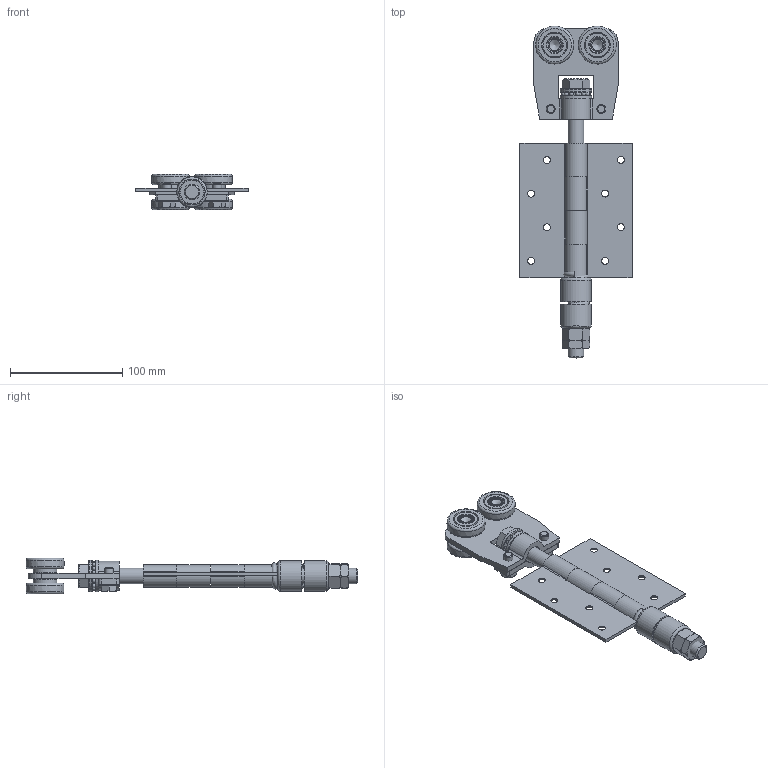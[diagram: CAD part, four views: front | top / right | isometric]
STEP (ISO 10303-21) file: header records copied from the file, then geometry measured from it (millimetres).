
FILE_DESCRIPTION(/* description */ (''),/* implementation_level */ '2;1');
FILE_NAME(/* name */ '9342.stp',/* time_stamp */ '2022-05-25T13:19:10+02:00',/* author */ ('SIMMETF'),/* organization */ (''),/* preprocessor_version */ 'ST-DEVELOPER v18.1',/* originating_system */ 'Autodesk Inventor 2021',/* authorisation */ '');
FILE_SCHEMA (('AUTOMOTIVE_DESIGN { 1 0 10303 214 3 1 1 }'));
Length unit declared in the file: millimetre
Products named in the file (1): Pièce3
Bounding box: 100 x 296 x 31.7 mm (x, y, z)
Volume: 175458.3 mm3; surface area: 108993 mm2
Topology: 85 solids, 85 shells, 738 faces, 2164 edges, 1394 vertices
Faces by surface type: plane 208, cylinder 179, torus 156, sphere 128, cone 47, bspline 20
Full cylindrical faces by diameter (mm): 6.2 x8, 6.647 x2, 8 x2, 8.4 x2, 9 x2, 9.8 x4, 11.63 x2, 11.8 x4, 11.835 x2, 12.1 x4, 14 x1, 14.2 x2, 15 x1, 15.1 x8, 15.3 x8, 16 x1, 19.37 x1, 21 x8, 23 x8, 24 x2, 27 x2, 28 x2
Entity records: 26352 total; most frequent: CARTESIAN_POINT 5978, DIRECTION 4483, ORIENTED_EDGE 3864, AXIS2_PLACEMENT_3D 1947, EDGE_CURVE 1932, VERTEX_POINT 1402, CIRCLE 1228, EDGE_LOOP 860
